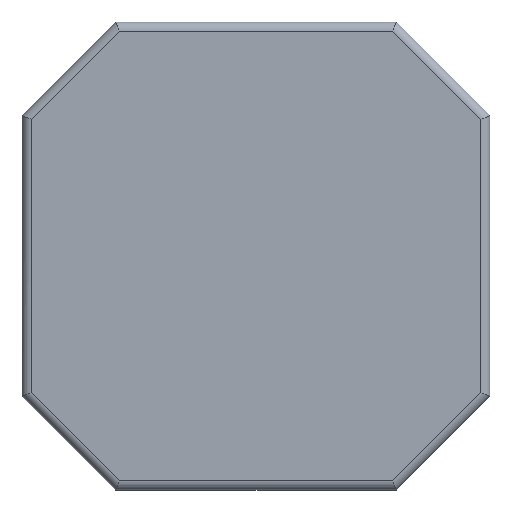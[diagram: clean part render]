
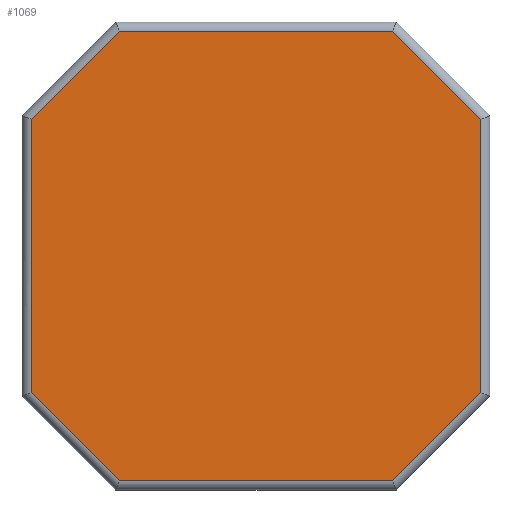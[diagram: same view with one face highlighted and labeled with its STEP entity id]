
A CAD part, front view. The second image highlights one B-rep face of the part: STEP entity #1069.
In plain terms, the highlighted planar face has unit normal (0, -1, 0).
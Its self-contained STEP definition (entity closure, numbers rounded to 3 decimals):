
#65=PLANE('',#1160);
#107=FACE_OUTER_BOUND('',#173,.T.);
#173=EDGE_LOOP('',(#765,#766,#767,#768,#769,#770,#771,#772));
#251=LINE('',#1594,#357);
#253=LINE('',#1602,#359);
#255=LINE('',#1609,#361);
#257=LINE('',#1617,#363);
#260=LINE('',#1625,#366);
#262=LINE('',#1631,#368);
#263=LINE('',#1634,#369);
#266=LINE('',#1638,#372);
#357=VECTOR('',#1258,10.);
#359=VECTOR('',#1266,10.);
#361=VECTOR('',#1272,10.);
#363=VECTOR('',#1280,10.);
#366=VECTOR('',#1287,10.);
#368=VECTOR('',#1293,10.);
#369=VECTOR('',#1298,10.);
#372=VECTOR('',#1303,10.);
#463=VERTEX_POINT('',#1592);
#464=VERTEX_POINT('',#1593);
#467=VERTEX_POINT('',#1601);
#469=VERTEX_POINT('',#1607);
#470=VERTEX_POINT('',#1608);
#473=VERTEX_POINT('',#1616);
#476=VERTEX_POINT('',#1624);
#478=VERTEX_POINT('',#1630);
#563=EDGE_CURVE('',#463,#464,#251,.T.);
#567=EDGE_CURVE('',#464,#467,#253,.T.);
#570=EDGE_CURVE('',#469,#470,#255,.T.);
#574=EDGE_CURVE('',#470,#473,#257,.T.);
#578=EDGE_CURVE('',#473,#476,#260,.T.);
#581=EDGE_CURVE('',#476,#478,#262,.T.);
#583=EDGE_CURVE('',#467,#469,#263,.T.);
#586=EDGE_CURVE('',#478,#463,#266,.T.);
#765=ORIENTED_EDGE('',*,*,#570,.F.);
#766=ORIENTED_EDGE('',*,*,#583,.F.);
#767=ORIENTED_EDGE('',*,*,#567,.F.);
#768=ORIENTED_EDGE('',*,*,#563,.F.);
#769=ORIENTED_EDGE('',*,*,#586,.F.);
#770=ORIENTED_EDGE('',*,*,#581,.F.);
#771=ORIENTED_EDGE('',*,*,#578,.F.);
#772=ORIENTED_EDGE('',*,*,#574,.F.);
#1069=ADVANCED_FACE('',(#107),#65,.F.);
#1160=AXIS2_PLACEMENT_3D('',#1657,#1321,#1322);
#1258=DIRECTION('',(-1.,0.,0.));
#1266=DIRECTION('',(-0.707,0.,0.707));
#1272=DIRECTION('',(0.707,0.,0.707));
#1280=DIRECTION('',(1.,0.,0.));
#1287=DIRECTION('',(0.707,0.,-0.707));
#1293=DIRECTION('',(0.,0.,-1.));
#1298=DIRECTION('',(0.,0.,1.));
#1303=DIRECTION('',(-0.707,0.,-0.707));
#1321=DIRECTION('center_axis',(0.,1.,0.));
#1322=DIRECTION('ref_axis',(1.,0.,0.));
#1592=CARTESIAN_POINT('',(15.309,0.,-23.129));
#1593=CARTESIAN_POINT('',(-13.863,0.,-23.129));
#1594=CARTESIAN_POINT('',(8.223,0.,-23.129));
#1601=CARTESIAN_POINT('',(-23.277,0.,-13.715));
#1602=CARTESIAN_POINT('',(-16.07,0.,-20.922));
#1607=CARTESIAN_POINT('',(-23.277,0.,15.457));
#1608=CARTESIAN_POINT('',(-13.863,0.,24.871));
#1609=CARTESIAN_POINT('',(-21.07,0.,17.664));
#1616=CARTESIAN_POINT('',(15.309,0.,24.871));
#1617=CARTESIAN_POINT('',(-6.777,0.,24.871));
#1624=CARTESIAN_POINT('',(24.723,0.,15.457));
#1625=CARTESIAN_POINT('',(17.516,0.,22.664));
#1630=CARTESIAN_POINT('',(24.723,0.,-13.715));
#1631=CARTESIAN_POINT('',(24.723,0.,8.371));
#1634=CARTESIAN_POINT('',(-23.277,0.,-6.629));
#1638=CARTESIAN_POINT('',(22.516,0.,-15.922));
#1657=CARTESIAN_POINT('Origin',(0.723,0.,0.871));
